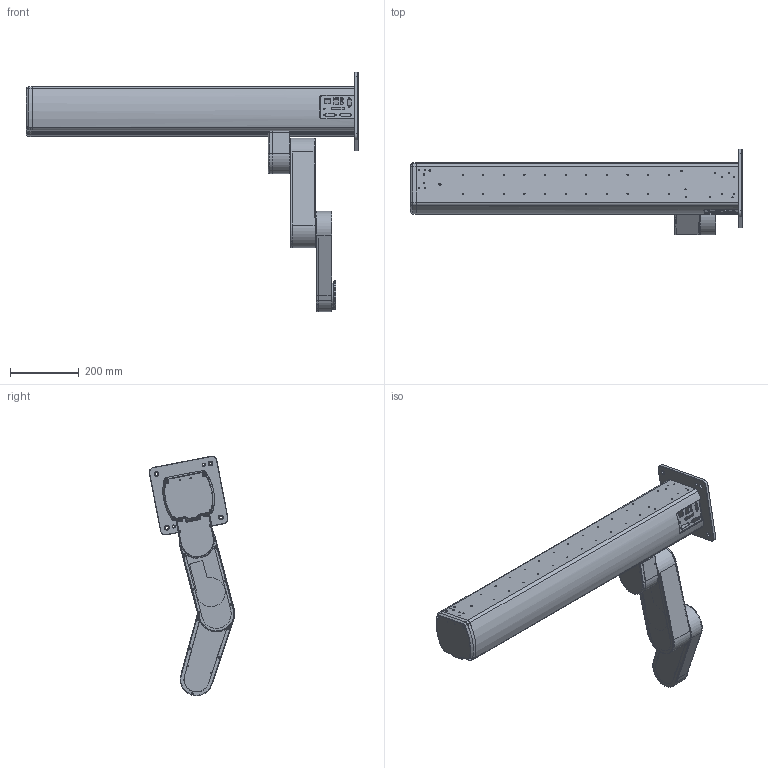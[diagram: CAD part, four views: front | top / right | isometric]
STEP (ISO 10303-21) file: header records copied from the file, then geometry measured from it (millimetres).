
FILE_DESCRIPTION(('CATIA V5 STEP Exchange'),'2;1');
FILE_NAME('Z-Arm 6142 V1.1.0.stp','2021-01-18T04:42:50+00:00',('none'),('none'),'CATIA Version 5 Release 20 GA (IN-10)','CATIA V5 STEP AP203','none');
FILE_SCHEMA(('CONFIG_CONTROL_DESIGN'));
Length unit declared in the file: millimetre
Products named in the file (1): 产品1
Assembly tree (4 placements, depth 2):
  产品1
    #58
    #9240
    #33587
    #41829
Bounding box: 966 x 248.5 x 696.67 mm (x, y, z)
Volume: 7906785.1 mm3; surface area: 1656007.5 mm2
Topology: 18 solids, 18 shells, 1540 faces, 4095 edges, 2647 vertices
Faces by surface type: cylinder 810, plane 479, cone 207, torus 26, extrusion 13, bspline 5
Entity records: 45665 total; most frequent: CARTESIAN_POINT 9222, ORIENTED_EDGE 8122, DIRECTION 5993, EDGE_CURVE 4061, AXIS2_PLACEMENT_3D 2897, VERTEX_POINT 2647, VECTOR 2048, LINE 2035
